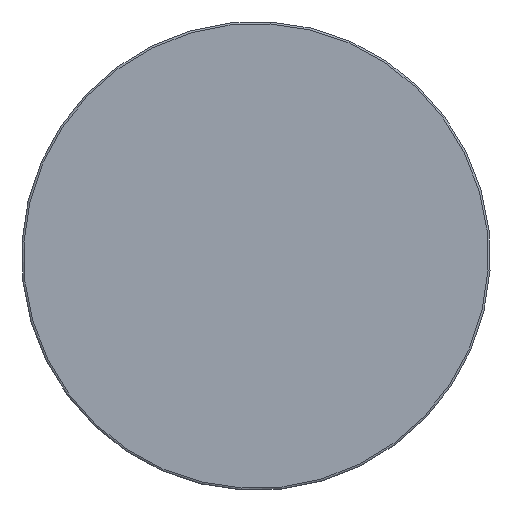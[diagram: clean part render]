
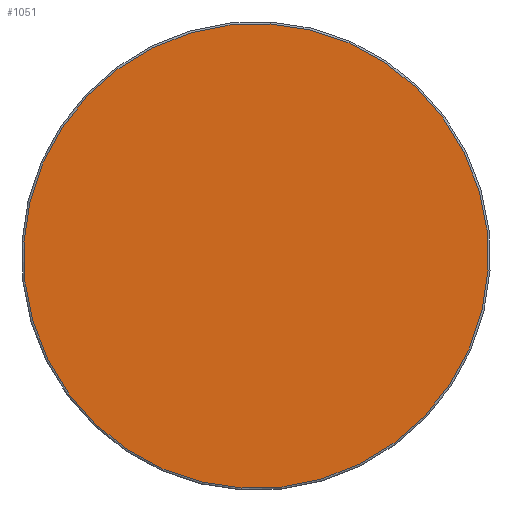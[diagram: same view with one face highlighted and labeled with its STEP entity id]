
A CAD part, front view. The second image highlights one B-rep face of the part: STEP entity #1051.
In plain terms, the highlighted planar face has unit normal (0, -1, 0).
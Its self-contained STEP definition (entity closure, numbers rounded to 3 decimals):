
#222=FACE_OUTER_BOUND('',#293,.T.);
#293=EDGE_LOOP('',(#906,#907));
#366=CIRCLE('',#1201,58.502);
#367=CIRCLE('',#1202,58.502);
#471=VERTEX_POINT('',#2001);
#472=VERTEX_POINT('',#2002);
#615=EDGE_CURVE('',#471,#472,#366,.T.);
#616=EDGE_CURVE('',#472,#471,#367,.T.);
#906=ORIENTED_EDGE('',*,*,#615,.T.);
#907=ORIENTED_EDGE('',*,*,#616,.T.);
#937=PLANE('',#1204);
#1051=ADVANCED_FACE('',(#222),#937,.T.);
#1201=AXIS2_PLACEMENT_3D('',#2003,#1506,#1507);
#1202=AXIS2_PLACEMENT_3D('',#2004,#1508,#1509);
#1204=AXIS2_PLACEMENT_3D('',#2006,#1512,#1513);
#1506=DIRECTION('center_axis',(0.,-1.,0.));
#1507=DIRECTION('ref_axis',(0.998,0.,-0.063));
#1508=DIRECTION('center_axis',(0.,-1.,0.));
#1509=DIRECTION('ref_axis',(0.998,0.,-0.063));
#1512=DIRECTION('center_axis',(0.,-1.,0.));
#1513=DIRECTION('ref_axis',(-0.063,0.,-0.998));
#2001=CARTESIAN_POINT('',(58.388,0.,-3.657));
#2002=CARTESIAN_POINT('',(3.657,0.,58.388));
#2003=CARTESIAN_POINT('Origin',(0.,0.,
0.));
#2004=CARTESIAN_POINT('Origin',(0.,0.,
0.));
#2006=CARTESIAN_POINT('Origin',(26.448,0.,
-1.656));
